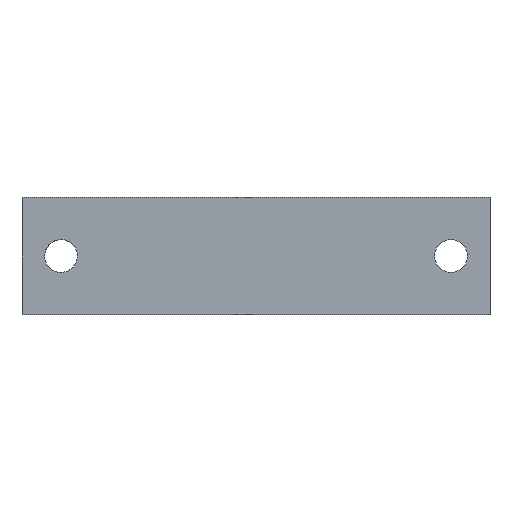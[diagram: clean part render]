
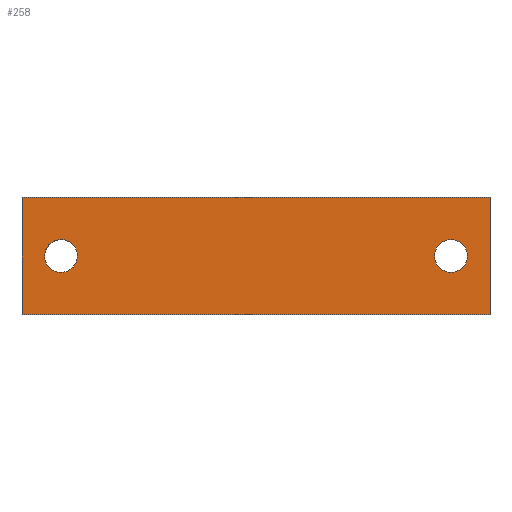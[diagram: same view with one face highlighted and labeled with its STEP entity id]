
A CAD part, top view. The second image highlights one B-rep face of the part: STEP entity #258.
In plain terms, the highlighted planar face has unit normal (0, 0, 1).
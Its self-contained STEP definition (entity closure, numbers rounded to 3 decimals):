
#200=AXIS2_PLACEMENT_3D('Plane Axis2P3D',#197,#198,#199) ;
#242=AXIS2_PLACEMENT_3D('Circle Axis2P3D',#240,#241,$) ;
#251=AXIS2_PLACEMENT_3D('Circle Axis2P3D',#249,#250,$) ;
#57=CARTESIAN_POINT('Vertex',(2.9,7.5,1.2)) ;
#61=CARTESIAN_POINT('Control Point',(2.9,7.5,1.2)) ;
#62=CARTESIAN_POINT('Control Point',(2.9,6.84,1.2)) ;
#63=CARTESIAN_POINT('Control Point',(3.159,6.181,1.2)) ;
#64=CARTESIAN_POINT('Control Point',(3.681,5.659,1.2)) ;
#65=CARTESIAN_POINT('Control Point',(5.,5.141,1.2)) ;
#66=CARTESIAN_POINT('Control Point',(6.319,5.659,1.2)) ;
#67=CARTESIAN_POINT('Control Point',(6.841,6.181,1.2)) ;
#68=CARTESIAN_POINT('Control Point',(7.1,6.84,1.2)) ;
#69=CARTESIAN_POINT('Control Point',(7.1,7.5,1.2)) ;
#70=CARTESIAN_POINT('Vertex',(7.1,7.5,1.2)) ;
#173=CARTESIAN_POINT('Control Point',(7.1,7.5,1.2)) ;
#174=CARTESIAN_POINT('Control Point',(7.1,8.16,1.2)) ;
#175=CARTESIAN_POINT('Control Point',(6.841,8.819,1.2)) ;
#176=CARTESIAN_POINT('Control Point',(6.319,9.341,1.2)) ;
#177=CARTESIAN_POINT('Control Point',(5.,9.859,1.2)) ;
#178=CARTESIAN_POINT('Control Point',(3.681,9.341,1.2)) ;
#179=CARTESIAN_POINT('Control Point',(3.159,8.819,1.2)) ;
#180=CARTESIAN_POINT('Control Point',(2.9,8.16,1.2)) ;
#181=CARTESIAN_POINT('Control Point',(2.9,7.5,1.2)) ;
#197=CARTESIAN_POINT('Axis2P3D Location',(30.,7.5,1.2)) ;
#202=CARTESIAN_POINT('Line Origine',(60.,7.5,1.2)) ;
#206=CARTESIAN_POINT('Vertex',(60.,0.,1.2)) ;
#208=CARTESIAN_POINT('Vertex',(60.,15.,1.2)) ;
#211=CARTESIAN_POINT('Line Origine',(30.,15.,1.2)) ;
#215=CARTESIAN_POINT('Vertex',(0.,15.,1.2)) ;
#218=CARTESIAN_POINT('Line Origine',(0.,7.5,1.2)) ;
#222=CARTESIAN_POINT('Vertex',(0.,0.,1.2)) ;
#225=CARTESIAN_POINT('Line Origine',(30.,0.,1.2)) ;
#240=CARTESIAN_POINT('Axis2P3D Location',(55.,7.5,1.2)) ;
#244=CARTESIAN_POINT('Vertex',(52.9,7.5,1.2)) ;
#246=CARTESIAN_POINT('Vertex',(57.1,7.5,1.2)) ;
#249=CARTESIAN_POINT('Axis2P3D Location',(55.,7.5,1.2)) ;
#198=DIRECTION('Axis2P3D Direction',(0.,0.,1.)) ;
#199=DIRECTION('Axis2P3D XDirection',(-1.,0.,0.)) ;
#203=DIRECTION('Vector Direction',(0.,1.,0.)) ;
#212=DIRECTION('Vector Direction',(1.,0.,0.)) ;
#219=DIRECTION('Vector Direction',(0.,-1.,0.)) ;
#226=DIRECTION('Vector Direction',(-1.,0.,0.)) ;
#241=DIRECTION('Axis2P3D Direction',(0.,0.,1.)) ;
#250=DIRECTION('Axis2P3D Direction',(0.,0.,1.)) ;
#204=VECTOR('Line Direction',#203,1.) ;
#213=VECTOR('Line Direction',#212,1.) ;
#220=VECTOR('Line Direction',#219,1.) ;
#227=VECTOR('Line Direction',#226,1.) ;
#231=ORIENTED_EDGE('',*,*,#210,.T.) ;
#232=ORIENTED_EDGE('',*,*,#217,.T.) ;
#233=ORIENTED_EDGE('',*,*,#224,.T.) ;
#234=ORIENTED_EDGE('',*,*,#229,.T.) ;
#237=ORIENTED_EDGE('',*,*,#182,.F.) ;
#238=ORIENTED_EDGE('',*,*,#72,.F.) ;
#255=ORIENTED_EDGE('',*,*,#248,.F.) ;
#256=ORIENTED_EDGE('',*,*,#253,.F.) ;
#239=FACE_BOUND('',#236,.T.) ;
#257=FACE_BOUND('',#254,.T.) ;
#258=ADVANCED_FACE('S3D-gedreht',(#235,#239,#257),#201,.T.) ;
#60=B_SPLINE_CURVE_WITH_KNOTS('',5,(#61,#62,#63,#64,#65,#66,#67,#68,#69),.UNSPECIFIED.,.F.,.U.,(6,3,6),(-3.299,0.,3.299),.UNSPECIFIED.) ;
#172=B_SPLINE_CURVE_WITH_KNOTS('',5,(#173,#174,#175,#176,#177,#178,#179,#180,#181),.UNSPECIFIED.,.F.,.U.,(6,3,6),(-3.299,0.,3.299),.UNSPECIFIED.) ;
#243=CIRCLE('generated circle',#242,2.1) ;
#252=CIRCLE('generated circle',#251,2.1) ;
#72=EDGE_CURVE('',#58,#71,#60,.T.) ;
#182=EDGE_CURVE('',#71,#58,#172,.T.) ;
#210=EDGE_CURVE('',#207,#209,#205,.T.) ;
#217=EDGE_CURVE('',#209,#216,#214,.F.) ;
#224=EDGE_CURVE('',#216,#223,#221,.T.) ;
#229=EDGE_CURVE('',#223,#207,#228,.F.) ;
#248=EDGE_CURVE('',#245,#247,#243,.T.) ;
#253=EDGE_CURVE('',#247,#245,#252,.T.) ;
#230=EDGE_LOOP('',(#231,#232,#233,#234)) ;
#236=EDGE_LOOP('',(#237,#238)) ;
#254=EDGE_LOOP('',(#255,#256)) ;
#235=FACE_OUTER_BOUND('',#230,.T.) ;
#205=LINE('Line',#202,#204) ;
#214=LINE('Line',#211,#213) ;
#221=LINE('Line',#218,#220) ;
#228=LINE('Line',#225,#227) ;
#201=PLANE('',#200) ;
#58=VERTEX_POINT('',#57) ;
#71=VERTEX_POINT('',#70) ;
#207=VERTEX_POINT('',#206) ;
#209=VERTEX_POINT('',#208) ;
#216=VERTEX_POINT('',#215) ;
#223=VERTEX_POINT('',#222) ;
#245=VERTEX_POINT('',#244) ;
#247=VERTEX_POINT('',#246) ;
